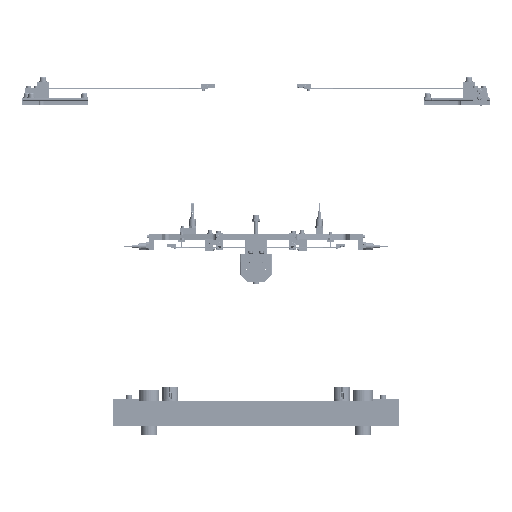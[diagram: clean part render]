
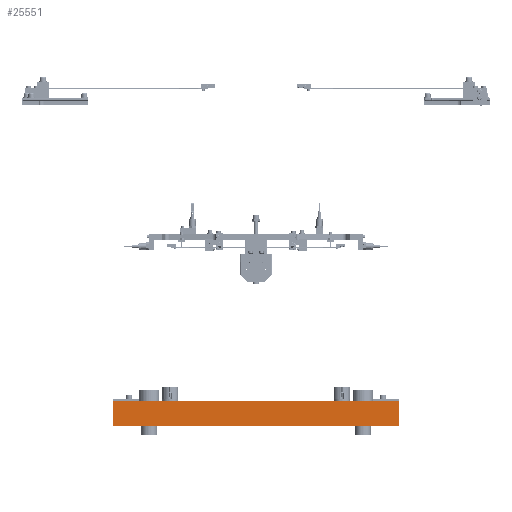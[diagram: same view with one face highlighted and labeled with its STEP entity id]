
A CAD part, top view. The second image highlights one B-rep face of the part: STEP entity #25551.
In plain terms, the highlighted face is planar.
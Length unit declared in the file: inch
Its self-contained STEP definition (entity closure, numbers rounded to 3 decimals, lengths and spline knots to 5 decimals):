
#277 = FACE_OUTER_BOUND ( 'NONE', #45948, .T. ) ;
#640 = ORIENTED_EDGE ( 'NONE', *, *, #25758, .T. ) ;
#1310 = PLANE ( 'NONE',  #28445 ) ;
#2158 = VECTOR ( 'NONE', #34784, 39.37008 ) ;
#4271 = LINE ( 'NONE', #49036, #46991 ) ;
#6448 = DIRECTION ( 'NONE',  ( 0., 0., -1. ) ) ;
#9377 = VERTEX_POINT ( 'NONE', #23798 ) ;
#13712 = VECTOR ( 'NONE', #64773, 39.37008 ) ;
#15888 = LINE ( 'NONE', #55233, #2158 ) ;
#17023 = EDGE_CURVE ( 'NONE', #27867, #52957, #15888, .T. ) ;
#18190 = DIRECTION ( 'NONE',  ( 0., -1., 0. ) ) ;
#20494 = ORIENTED_EDGE ( 'NONE', *, *, #17023, .F. ) ;
#22102 = LINE ( 'NONE', #61178, #31004 ) ;
#23798 = CARTESIAN_POINT ( 'NONE',  ( -2.95276, 0.75, -8.85827 ) ) ;
#23911 = EDGE_CURVE ( 'NONE', #27867, #9377, #22102, .T. ) ;
#24085 = CARTESIAN_POINT ( 'NONE',  ( -2.95276, -0.75, 8.85827 ) ) ;
#25551 = ADVANCED_FACE ( 'NONE', ( #277 ), #1310, .F. ) ;
#25758 = EDGE_CURVE ( 'NONE', #9377, #66217, #4271, .T. ) ;
#27138 = ORIENTED_EDGE ( 'NONE', *, *, #55304, .F. ) ;
#27867 = VERTEX_POINT ( 'NONE', #32895 ) ;
#28445 = AXIS2_PLACEMENT_3D ( 'NONE', #62976, #37336, #6448 ) ;
#31004 = VECTOR ( 'NONE', #66354, 39.37008 ) ;
#32895 = CARTESIAN_POINT ( 'NONE',  ( -2.95276, 0.75, 8.85827 ) ) ;
#34784 = DIRECTION ( 'NONE',  ( 0., -1., 0. ) ) ;
#37336 = DIRECTION ( 'NONE',  ( 1., 0., 0. ) ) ;
#44062 = CARTESIAN_POINT ( 'NONE',  ( -2.95276, -0.75, 8.85827 ) ) ;
#45948 = EDGE_LOOP ( 'NONE', ( #640, #27138, #20494, #66501 ) ) ;
#46419 = CARTESIAN_POINT ( 'NONE',  ( -2.95276, -0.75, -8.85827 ) ) ;
#46991 = VECTOR ( 'NONE', #18190, 39.37008 ) ;
#49036 = CARTESIAN_POINT ( 'NONE',  ( -2.95276, 0.75, -8.85827 ) ) ;
#52957 = VERTEX_POINT ( 'NONE', #24085 ) ;
#54763 = LINE ( 'NONE', #44062, #13712 ) ;
#55233 = CARTESIAN_POINT ( 'NONE',  ( -2.95276, 0.75, 8.85827 ) ) ;
#55304 = EDGE_CURVE ( 'NONE', #52957, #66217, #54763, .T. ) ;
#61178 = CARTESIAN_POINT ( 'NONE',  ( -2.95276, 0.75, 8.85827 ) ) ;
#62976 = CARTESIAN_POINT ( 'NONE',  ( -2.95276, 0.75, 8.85827 ) ) ;
#64773 = DIRECTION ( 'NONE',  ( 0., 0., -1. ) ) ;
#66217 = VERTEX_POINT ( 'NONE', #46419 ) ;
#66354 = DIRECTION ( 'NONE',  ( 0., 0., -1. ) ) ;
#66501 = ORIENTED_EDGE ( 'NONE', *, *, #23911, .T. ) ;
